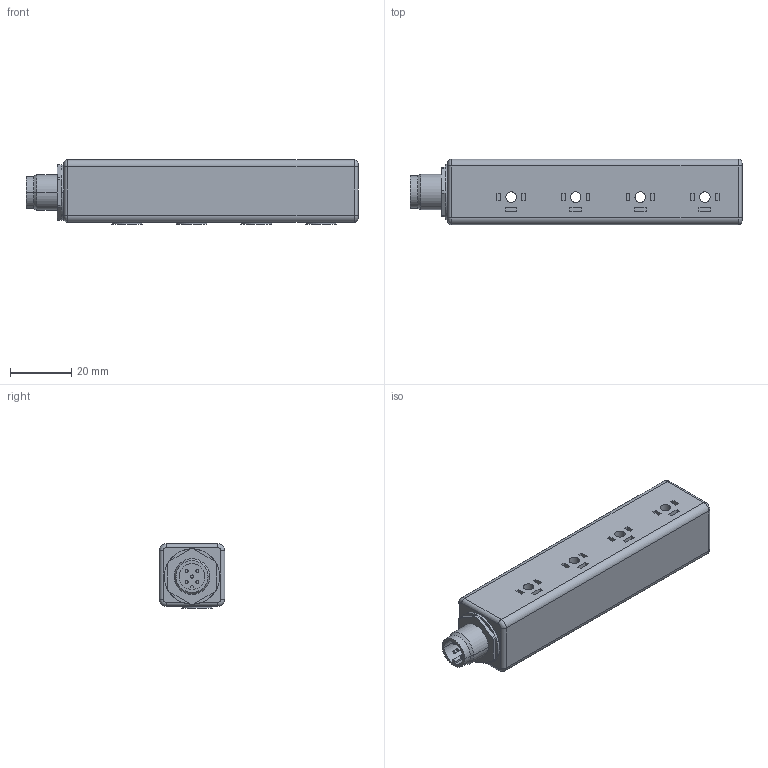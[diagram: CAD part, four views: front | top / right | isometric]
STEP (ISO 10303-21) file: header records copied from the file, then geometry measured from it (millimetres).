
FILE_DESCRIPTION (( 'STEP AP214' ), '1' );
FILE_NAME ('BVPS-4.step', '2016-07-27T15:14:31', ( '' ), ( '' ), 'SwSTEP 2.0', 'SolidWorks 2016', '' );
FILE_SCHEMA (( 'AUTOMOTIVE_DESIGN' ));
Length unit declared in the file: inch
Products named in the file (1): BVPS-4
Bounding box: 108 x 21.31 x 20.95 mm (x, y, z)
Volume: 41008 mm3; surface area: 10826.7 mm2
Topology: 1 solids, 1 shells, 163 faces, 380 edges, 246 vertices
Faces by surface type: plane 97, cylinder 56, torus 8, cone 2
Entity records: 5267 total; most frequent: DIRECTION 842, CARTESIAN_POINT 790, ORIENTED_EDGE 760, EDGE_CURVE 380, AXIS2_PLACEMENT_3D 298, LINE 246, VERTEX_POINT 246, VECTOR 246
